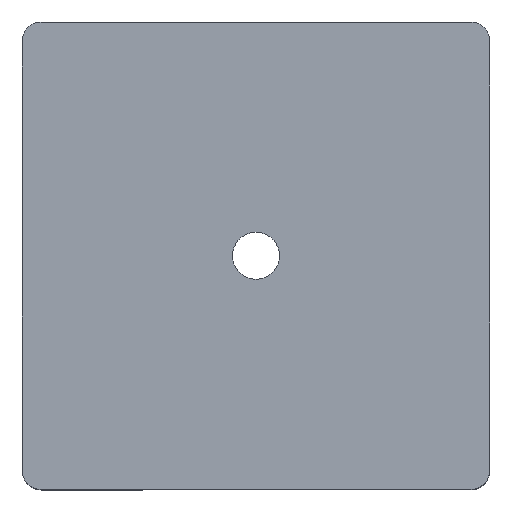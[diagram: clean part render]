
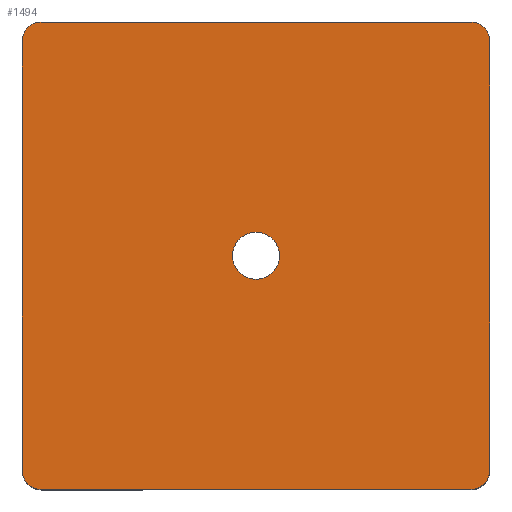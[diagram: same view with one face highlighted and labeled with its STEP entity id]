
A CAD part, top view. The second image highlights one B-rep face of the part: STEP entity #1494.
In plain terms, the highlighted planar face has unit normal (0, 0, 1).
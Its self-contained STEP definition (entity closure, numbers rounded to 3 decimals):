
#19=FACE_BOUND('',#250,.T.);
#82=PLANE('',#1623);
#162=FACE_OUTER_BOUND('',#249,.T.);
#249=EDGE_LOOP('',(#1318,#1319,#1320,#1321,#1322,#1323,#1324,#1325,#1326,
#1327,#1328,#1329,#1330,#1331,#1332,#1333));
#250=EDGE_LOOP('',(#1334));
#273=LINE('',#2076,#450);
#304=LINE('',#2158,#481);
#316=LINE('',#2176,#493);
#317=LINE('',#2181,#494);
#348=LINE('',#2263,#525);
#360=LINE('',#2281,#537);
#361=LINE('',#2286,#538);
#392=LINE('',#2368,#569);
#404=LINE('',#2386,#581);
#405=LINE('',#2391,#582);
#412=LINE('',#2407,#589);
#413=LINE('',#2408,#590);
#450=VECTOR('',#1663,10.);
#481=VECTOR('',#1738,10.);
#493=VECTOR('',#1756,10.);
#494=VECTOR('',#1763,10.);
#525=VECTOR('',#1838,10.);
#537=VECTOR('',#1856,10.);
#538=VECTOR('',#1863,10.);
#569=VECTOR('',#1938,10.);
#581=VECTOR('',#1956,10.);
#582=VECTOR('',#1963,10.);
#589=VECTOR('',#1976,10.);
#590=VECTOR('',#1977,10.);
#625=CIRCLE('',#1535,2.5);
#634=CIRCLE('',#1558,2.);
#642=CIRCLE('',#1586,2.);
#650=CIRCLE('',#1614,2.);
#651=CIRCLE('',#1624,2.);
#659=VERTEX_POINT('',#2066);
#662=VERTEX_POINT('',#2073);
#663=VERTEX_POINT('',#2075);
#689=VERTEX_POINT('',#2149);
#690=VERTEX_POINT('',#2151);
#692=VERTEX_POINT('',#2157);
#696=VERTEX_POINT('',#2180);
#722=VERTEX_POINT('',#2254);
#723=VERTEX_POINT('',#2256);
#725=VERTEX_POINT('',#2262);
#729=VERTEX_POINT('',#2285);
#755=VERTEX_POINT('',#2359);
#756=VERTEX_POINT('',#2361);
#758=VERTEX_POINT('',#2367);
#762=VERTEX_POINT('',#2390);
#767=VERTEX_POINT('',#2404);
#768=VERTEX_POINT('',#2405);
#793=EDGE_CURVE('',#659,#659,#625,.T.);
#797=EDGE_CURVE('',#663,#662,#273,.T.);
#833=EDGE_CURVE('',#690,#689,#634,.T.);
#836=EDGE_CURVE('',#692,#690,#304,.T.);
#848=EDGE_CURVE('',#689,#663,#316,.T.);
#849=EDGE_CURVE('',#696,#692,#317,.T.);
#885=EDGE_CURVE('',#723,#722,#642,.T.);
#888=EDGE_CURVE('',#725,#723,#348,.T.);
#900=EDGE_CURVE('',#722,#696,#360,.T.);
#901=EDGE_CURVE('',#729,#725,#361,.T.);
#937=EDGE_CURVE('',#756,#755,#650,.T.);
#940=EDGE_CURVE('',#758,#756,#392,.T.);
#952=EDGE_CURVE('',#755,#729,#404,.T.);
#953=EDGE_CURVE('',#762,#758,#405,.T.);
#960=EDGE_CURVE('',#767,#768,#651,.T.);
#961=EDGE_CURVE('',#768,#762,#412,.T.);
#962=EDGE_CURVE('',#662,#767,#413,.T.);
#1318=ORIENTED_EDGE('',*,*,#960,.T.);
#1319=ORIENTED_EDGE('',*,*,#961,.T.);
#1320=ORIENTED_EDGE('',*,*,#953,.T.);
#1321=ORIENTED_EDGE('',*,*,#940,.T.);
#1322=ORIENTED_EDGE('',*,*,#937,.T.);
#1323=ORIENTED_EDGE('',*,*,#952,.T.);
#1324=ORIENTED_EDGE('',*,*,#901,.T.);
#1325=ORIENTED_EDGE('',*,*,#888,.T.);
#1326=ORIENTED_EDGE('',*,*,#885,.T.);
#1327=ORIENTED_EDGE('',*,*,#900,.T.);
#1328=ORIENTED_EDGE('',*,*,#849,.T.);
#1329=ORIENTED_EDGE('',*,*,#836,.T.);
#1330=ORIENTED_EDGE('',*,*,#833,.T.);
#1331=ORIENTED_EDGE('',*,*,#848,.T.);
#1332=ORIENTED_EDGE('',*,*,#797,.T.);
#1333=ORIENTED_EDGE('',*,*,#962,.T.);
#1334=ORIENTED_EDGE('',*,*,#793,.T.);
#1494=ADVANCED_FACE('',(#162,#19),#82,.T.);
#1535=AXIS2_PLACEMENT_3D('',#2067,#1655,#1656);
#1558=AXIS2_PLACEMENT_3D('',#2152,#1732,#1733);
#1586=AXIS2_PLACEMENT_3D('',#2257,#1832,#1833);
#1614=AXIS2_PLACEMENT_3D('',#2362,#1932,#1933);
#1623=AXIS2_PLACEMENT_3D('',#2403,#1972,#1973);
#1624=AXIS2_PLACEMENT_3D('',#2406,#1974,#1975);
#1655=DIRECTION('center_axis',(0.,0.,-1.));
#1656=DIRECTION('ref_axis',(-1.,0.,0.));
#1663=DIRECTION('',(1.,0.,0.));
#1732=DIRECTION('center_axis',(0.,0.,
1.));
#1733=DIRECTION('ref_axis',(0.,-1.,0.));
#1738=DIRECTION('',(-1.,0.,0.));
#1756=DIRECTION('',(0.,-1.,0.));
#1763=DIRECTION('',(0.,-1.,0.));
#1832=DIRECTION('center_axis',(0.,0.,
1.));
#1833=DIRECTION('ref_axis',(-1.,0.,0.));
#1838=DIRECTION('',(0.,1.,0.));
#1856=DIRECTION('',(-1.,0.,0.));
#1863=DIRECTION('',(-1.,0.,0.));
#1932=DIRECTION('center_axis',(0.,0.,
1.));
#1933=DIRECTION('ref_axis',(0.,1.,0.));
#1938=DIRECTION('',(1.,0.,0.));
#1956=DIRECTION('',(0.,1.,0.));
#1963=DIRECTION('',(0.,1.,0.));
#1972=DIRECTION('center_axis',(0.,0.,1.));
#1973=DIRECTION('ref_axis',(1.,0.,0.));
#1974=DIRECTION('center_axis',(0.,0.,1.));
#1975=DIRECTION('ref_axis',(1.,0.,0.));
#1976=DIRECTION('',(1.,0.,0.));
#1977=DIRECTION('',(0.,-1.,0.));
#2066=CARTESIAN_POINT('',(2.7,-0.14,32.));
#2067=CARTESIAN_POINT('Origin',(0.2,-0.14,32.));
#2073=CARTESIAN_POINT('',(-24.65,-0.14,32.));
#2075=CARTESIAN_POINT('',(-24.66,-0.14,32.));
#2076=CARTESIAN_POINT('',(0.2,-0.14,32.));
#2149=CARTESIAN_POINT('',(-24.66,22.71,32.));
#2151=CARTESIAN_POINT('',(-22.66,24.71,32.));
#2152=CARTESIAN_POINT('Origin',(-22.66,22.71,32.));
#2157=CARTESIAN_POINT('',(0.2,24.71,32.));
#2158=CARTESIAN_POINT('',(-16.77,24.71,32.));
#2176=CARTESIAN_POINT('',(-24.66,16.83,32.));
#2180=CARTESIAN_POINT('',(0.2,24.72,32.));
#2181=CARTESIAN_POINT('',(0.2,-0.14,32.));
#2254=CARTESIAN_POINT('',(23.05,24.72,32.));
#2256=CARTESIAN_POINT('',(25.05,22.72,32.));
#2257=CARTESIAN_POINT('Origin',(23.05,22.72,32.));
#2262=CARTESIAN_POINT('',(25.05,-0.14,32.));
#2263=CARTESIAN_POINT('',(25.05,16.83,32.));
#2281=CARTESIAN_POINT('',(17.17,24.72,32.));
#2285=CARTESIAN_POINT('',(25.06,-0.14,32.));
#2286=CARTESIAN_POINT('',(0.2,-0.14,32.));
#2359=CARTESIAN_POINT('',(25.06,-22.99,32.));
#2361=CARTESIAN_POINT('',(23.06,-24.99,32.));
#2362=CARTESIAN_POINT('Origin',(23.06,-22.99,32.));
#2367=CARTESIAN_POINT('',(0.2,-24.99,32.));
#2368=CARTESIAN_POINT('',(17.17,-24.99,32.));
#2386=CARTESIAN_POINT('',(25.06,-17.11,32.));
#2390=CARTESIAN_POINT('',(0.2,-25.,32.));
#2391=CARTESIAN_POINT('',(0.2,-0.14,32.));
#2403=CARTESIAN_POINT('Origin',(-12.019,-12.364,32.));
#2404=CARTESIAN_POINT('',(-24.65,-23.,32.));
#2405=CARTESIAN_POINT('',(-22.65,-25.,32.));
#2406=CARTESIAN_POINT('Origin',(-22.65,-23.,32.));
#2407=CARTESIAN_POINT('',(-16.77,-25.,32.));
#2408=CARTESIAN_POINT('',(-24.65,-17.11,32.));
